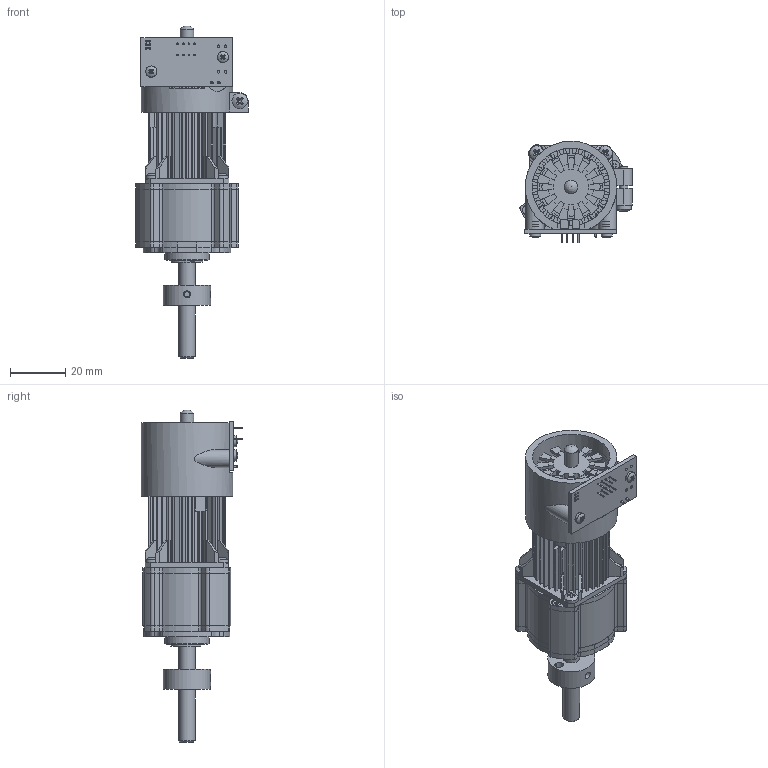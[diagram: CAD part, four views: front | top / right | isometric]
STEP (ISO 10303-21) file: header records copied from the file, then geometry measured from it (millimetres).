
FILE_DESCRIPTION(('FreeCAD Model'),'2;1');
FILE_NAME('Open CASCADE Shape Model','2022-06-16T14:34:56',(''),(''), 'Open CASCADE STEP processor 7.5','FreeCAD','Unknown');
FILE_SCHEMA(('AUTOMOTIVE_DESIGN { 1 0 10303 214 1 1 1 1 }'));
Length unit declared in the file: millimetre
Products named in the file (46): FAULHABER 2342L-012CPR; Motor; Main Motor; Top; Thin shaft; Thick shaft; Cage; Gear; Gear reducer box; White; Plastic protector; Black box; Metal; Plastic protector 2; Plastic gear; Cylinder internal gear; Output shaft; Shaft; Circle; Flat washer; Bushing; Retaining ring; Collar; Fasteners; M2x5; M2.5x8-Screw; M2.5x8-Screw001; M3x5-ThreadedRod; M2-HeatSet; M3-HeatSet; M3x14-Screw; M2x4-Screw; Internal gears; Gear 4mm int diam; Gear 4mm int diam001; Encoder; Disc; PCB support; PCB; EE_SX1105 ...
Assembly tree (62 placements, depth 5):
  FAULHABER 2342L-012CPR
    Motor
      Main Motor
      Top
      Thin shaft
      Thick shaft
      Cage
      Gear
    Gear reducer box
      White
      Plastic protector
      Black box
      Metal
      Plastic protector 2
      Plastic gear  x2
      Cylinder internal gear
    Output shaft
      Shaft
      Circle
      Flat washer  x2
      Bushing
      Retaining ring
      Collar
    Fasteners
      M2x5  x2
      M2.5x8-Screw
      M2.5x8-Screw001
        M2.5x8-Screw  x3
      M3x5-ThreadedRod  x2
      M2-HeatSet  x2
      M3-HeatSet
      M3x14-Screw
      M2x4-Screw  x2
    Internal gears
      Gear 4mm int diam
      Gear 4mm int diam001
        Gear 4mm int diam  x8
    Encoder
      Disc
      PCB support
      PCB
        EE_SX1105
          SOLID
        NTC thermistor_blue
          COMPOUND
        EE_SX1105001
          SOLID001
        Encoder PCB
Bounding box: 40.42 x 36.65 x 119.66 mm (x, y, z)
Volume: 51037.3 mm3; surface area: 55299.7 mm2
Topology: 51 solids, 56 shells, 3079 faces, 9296 edges, 8525 vertices
Faces by surface type: extrusion 1512, plane 776, cylinder 407, bspline 296, cone 73, revolution 8, sphere 7
Full cylindrical faces by diameter (mm): 0.65 x6, 0.66 x8, 1 x6, 1.25 x9, 2 x8, 2.1 x2, 2.4 x9, 2.5 x6, 2.6 x16, 2.865 x4, 2.9 x1, 3 x18, 3.07 x2, 3.5 x2, 3.6 x2, 3.73 x4, 3.775 x2, 3.86 x1, 4 x45, 4.5 x2, 4.55 x2, 4.9 x1, 5 x5, 5.6 x1, 6 x6, 6.5 x1, 9 x1, 10 x1, 12 x2, 13 x2
Entity records: 242226 total; most frequent: CARTESIAN_POINT 141264, DIRECTION 13826, ORIENTED_EDGE 10098, PCURVE 10098, DEFINITIONAL_REPRESENTATION 10098, VECTOR 8713, LINE 8173, B_SPLINE_CURVE_WITH_KNOTS 6041
